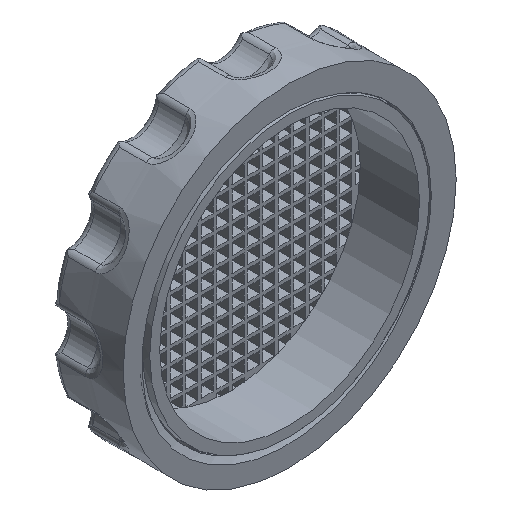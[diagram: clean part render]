
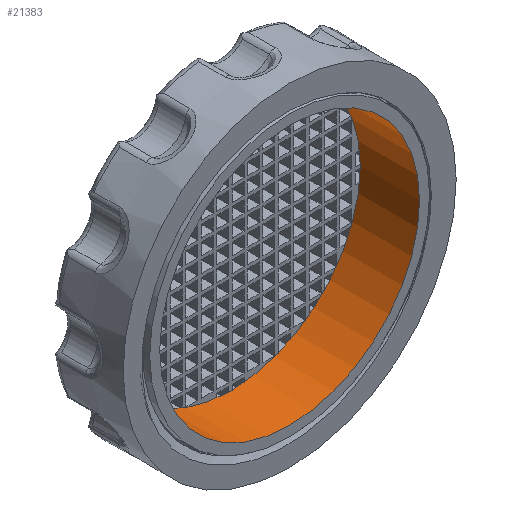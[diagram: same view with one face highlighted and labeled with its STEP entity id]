
A CAD part, isometric view. The second image highlights one B-rep face of the part: STEP entity #21383.
In plain terms, the highlighted cylindrical face has radius 19.5 mm (diameter 39 mm), a full revolution.
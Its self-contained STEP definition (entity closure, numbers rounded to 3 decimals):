
#1498=FACE_OUTER_BOUND('',#2545,.T.);
#2545=EDGE_LOOP('',(#15182,#15183,#15184,#15185));
#4052=CIRCLE('',#22460,19.5);
#4053=CIRCLE('',#22461,19.5);
#4300=LINE('',#29015,#7154);
#7154=VECTOR('',#23607,21.);
#10020=VERTEX_POINT('',#29012);
#10021=VERTEX_POINT('',#29014);
#12080=EDGE_CURVE('',#10020,#10020,#4052,.T.);
#12081=EDGE_CURVE('',#10020,#10021,#4300,.T.);
#12082=EDGE_CURVE('',#10021,#10021,#4053,.T.);
#15182=ORIENTED_EDGE('',*,*,#12080,.F.);
#15183=ORIENTED_EDGE('',*,*,#12081,.T.);
#15184=ORIENTED_EDGE('',*,*,#12082,.F.);
#15185=ORIENTED_EDGE('',*,*,#12081,.F.);
#21329=CYLINDRICAL_SURFACE('',#22459,19.5);
#21383=ADVANCED_FACE('',(#1498),#21329,.F.);
#22459=AXIS2_PLACEMENT_3D('',#29011,#23603,#23604);
#22460=AXIS2_PLACEMENT_3D('',#29013,#23605,#23606);
#22461=AXIS2_PLACEMENT_3D('',#29016,#23608,#23609);
#23603=DIRECTION('center_axis',(0.,1.,0.));
#23604=DIRECTION('ref_axis',(-1.,0.,0.));
#23605=DIRECTION('center_axis',(0.,1.,0.));
#23606=DIRECTION('ref_axis',(-1.,0.,0.));
#23607=DIRECTION('',(0.,1.,0.));
#23608=DIRECTION('center_axis',(0.,-1.,0.));
#23609=DIRECTION('ref_axis',(-1.,0.,0.));
#29011=CARTESIAN_POINT('Origin',(0.,53.,0.));
#29012=CARTESIAN_POINT('',(19.5,53.,0.));
#29013=CARTESIAN_POINT('Origin',(0.,53.,0.));
#29014=CARTESIAN_POINT('',(19.5,61.9,0.));
#29015=CARTESIAN_POINT('',(19.5,53.,0.));
#29016=CARTESIAN_POINT('Origin',(0.,61.9,0.));
